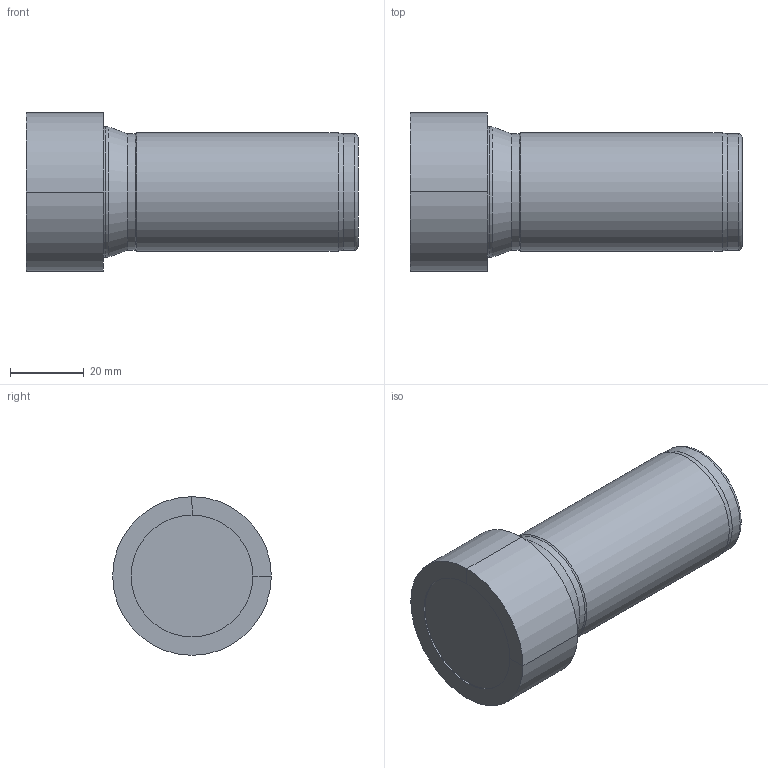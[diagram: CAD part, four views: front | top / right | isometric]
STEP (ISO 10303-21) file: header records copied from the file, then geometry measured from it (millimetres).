
FILE_DESCRIPTION(/* description */ (''),/* implementation_level */ '2;1');
FILE_NAME(/* name */ 'ATM-C21-D43-W32-L90-Z03-H.stp',/* time_stamp */ '2023-09-30T01:43:51+03:00',/* author */ (''),/* organization */ (''),/* preprocessor_version */ 'ST-DEVELOPER v19.4',/* originating_system */ 'SIEMENS PLM Software NX2306.5001',/* authorisation */ '');
FILE_SCHEMA (('AUTOMOTIVE_DESIGN { 1 0 10303 214 3 1 1 1 }'));
Length unit declared in the file: millimetre
Products named in the file (1): ATM-C21-D43-W32-L90-Z03-H-LIGHT_x_t_objects
Bounding box: 90 x 43 x 43 mm (x, y, z)
Volume: 88485.4 mm3; surface area: 17136.1 mm2
Topology: 2 solids, 2 shells, 21 faces, 39 edges, 20 vertices
Faces by surface type: cylinder 8, plane 6, cone 4, torus 3
Full cylindrical faces by diameter (mm): 31.5 x2, 32 x1, 35.5 x1
Entity records: 496 total; most frequent: DIRECTION 92, CARTESIAN_POINT 70, ORIENTED_EDGE 56, AXIS2_PLACEMENT_3D 42, EDGE_LOOP 32, EDGE_CURVE 28, FACE_BOUND 22, ADVANCED_FACE 21
